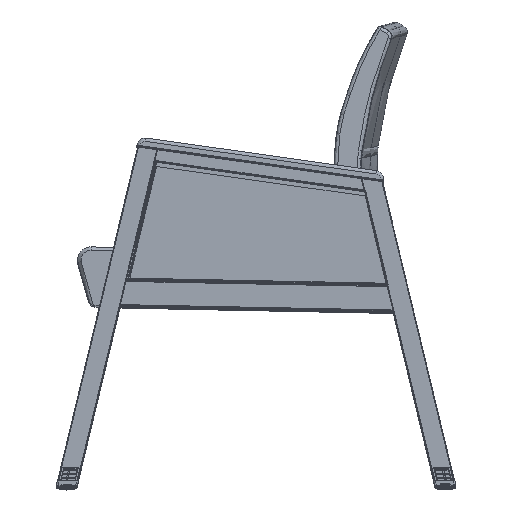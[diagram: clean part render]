
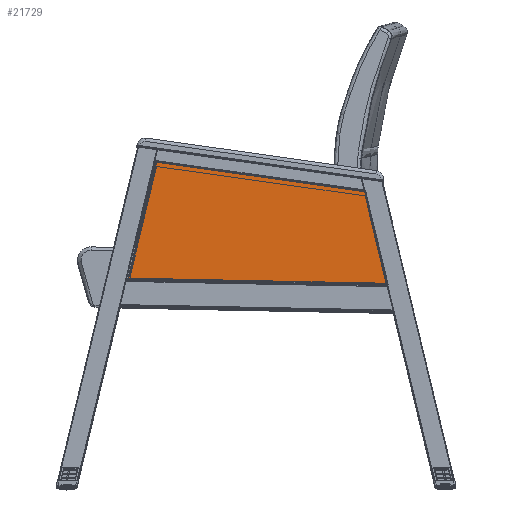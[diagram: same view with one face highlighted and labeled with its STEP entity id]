
A CAD part, top view. The second image highlights one B-rep face of the part: STEP entity #21729.
In plain terms, the highlighted face is planar.
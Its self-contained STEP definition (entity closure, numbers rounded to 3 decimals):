
#1996=LINE('',#38207,#3373);
#2000=LINE('',#38216,#3377);
#2005=LINE('',#38230,#3382);
#2006=LINE('',#38231,#3383);
#3373=VECTOR('',#26996,0.394);
#3377=VECTOR('',#27004,0.394);
#3382=VECTOR('',#27019,0.394);
#3383=VECTOR('',#27020,0.394);
#4574=PLANE('',#23718);
#6297=FACE_OUTER_BOUND('',#7821,.T.);
#7821=EDGE_LOOP('',(#16770,#16771,#16772,#16773));
#10483=VERTEX_POINT('',#38200);
#10486=VERTEX_POINT('',#38205);
#10489=VERTEX_POINT('',#38215);
#10493=VERTEX_POINT('',#38229);
#12739=EDGE_CURVE('',#10486,#10483,#1996,.T.);
#12743=EDGE_CURVE('',#10483,#10489,#2000,.T.);
#12750=EDGE_CURVE('',#10493,#10486,#2005,.T.);
#12751=EDGE_CURVE('',#10489,#10493,#2006,.T.);
#16770=ORIENTED_EDGE('',*,*,#12739,.F.);
#16771=ORIENTED_EDGE('',*,*,#12750,.F.);
#16772=ORIENTED_EDGE('',*,*,#12751,.F.);
#16773=ORIENTED_EDGE('',*,*,#12743,.F.);
#21729=ADVANCED_FACE('',(#6297),#4574,.T.);
#23718=AXIS2_PLACEMENT_3D('',#38228,#27017,#27018);
#26996=DIRECTION('',(0.,0.233,-0.972));
#27004=DIRECTION('',(0.,-1.,0.02));
#27017=DIRECTION('center_axis',(1.,0.,0.));
#27018=DIRECTION('ref_axis',(0.,0.,-1.));
#27019=DIRECTION('',(0.,0.99,-0.14));
#27020=DIRECTION('',(0.,0.233,0.972));
#38200=CARTESIAN_POINT('',(1.5,19.498,-0.33));
#38205=CARTESIAN_POINT('',(1.5,17.832,6.611));
#38207=CARTESIAN_POINT('',(1.5,18.777,2.676));
#38215=CARTESIAN_POINT('',(1.5,0.079,0.061));
#38216=CARTESIAN_POINT('',(1.5,4.575,-0.03));
#38228=CARTESIAN_POINT('Origin',(1.5,9.22,3.457));
#38229=CARTESIAN_POINT('',(1.5,2.184,8.829));
#38230=CARTESIAN_POINT('',(1.5,13.522,7.222));
#38231=CARTESIAN_POINT('',(1.5,1.748,7.011));
